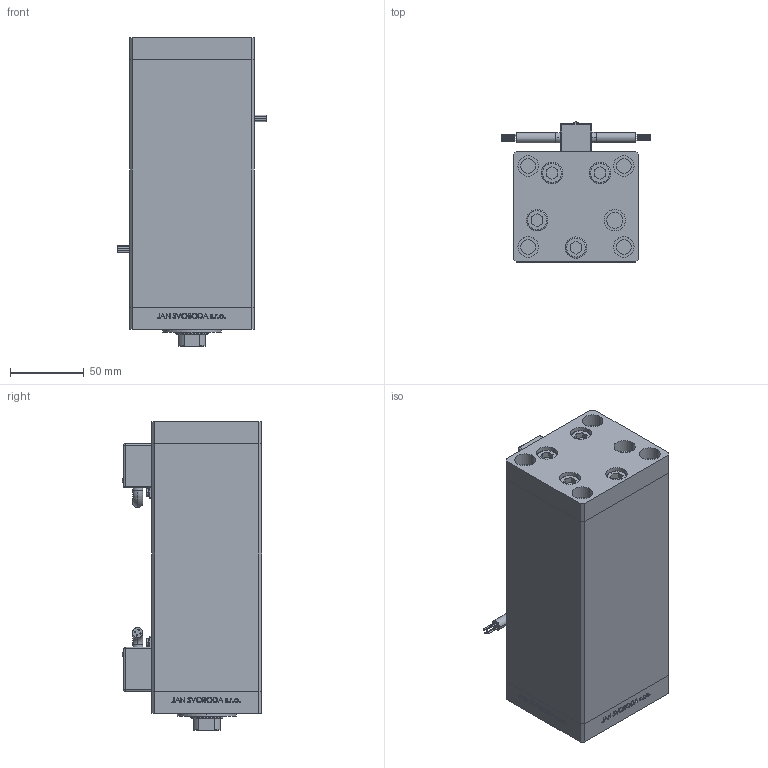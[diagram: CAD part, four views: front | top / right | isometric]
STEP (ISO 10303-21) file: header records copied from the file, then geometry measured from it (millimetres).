
FILE_DESCRIPTION (( 'STEP AP203' ), '1' );
FILE_NAME ('0db7.STEP', '2022-04-15T06:26:32', ( '' ), ( '' ), 'SwSTEP 2.0', 'SolidWorks 2019', '' );
FILE_SCHEMA (( 'CONFIG_CONTROL_DESIGN' ));
Length unit declared in the file: millimetre
Products named in the file (7): V220C_VC_C b852dc196a9a04aba993ade0e70eeb06; Magnetic_Switch_MSU4 b852dc196a9a04aba993ade0e70eeb06; V220C_C MIDDLE b852dc196a9a04aba993ade0e70eeb06; V220C FRONT b852dc196a9a04aba993ade0e70eeb06; 0db7; V220C BACK_C b852dc196a9a04aba993ade0e70eeb06; ALLEN BOLT b852dc196a9a04aba993ade0e70eeb06
Assembly tree (15 placements, depth 2):
  0db7
    ALLEN BOLT b852dc196a9a04aba993ade0e70eeb06  x9
    V220C_C MIDDLE b852dc196a9a04aba993ade0e70eeb06
    V220C FRONT b852dc196a9a04aba993ade0e70eeb06
    Magnetic_Switch_MSU4 b852dc196a9a04aba993ade0e70eeb06  x2
    V220C_VC_C b852dc196a9a04aba993ade0e70eeb06
    V220C BACK_C b852dc196a9a04aba993ade0e70eeb06
Bounding box: 101.6 x 95.1 x 210 mm (x, y, z)
Volume: 1086732.3 mm3; surface area: 204172 mm2
Topology: 15 solids, 17 shells, 1367 faces, 3333 edges, 2161 vertices
Faces by surface type: plane 620, bspline 380, cylinder 249, torus 48, cone 46, sphere 24
Entity records: 51977 total; most frequent: CARTESIAN_POINT 27075, ORIENTED_EDGE 5452, DIRECTION 3794, EDGE_CURVE 2726, VERTEX_POINT 1800, VECTOR 1564, LINE 1564, EDGE_LOOP 1280
